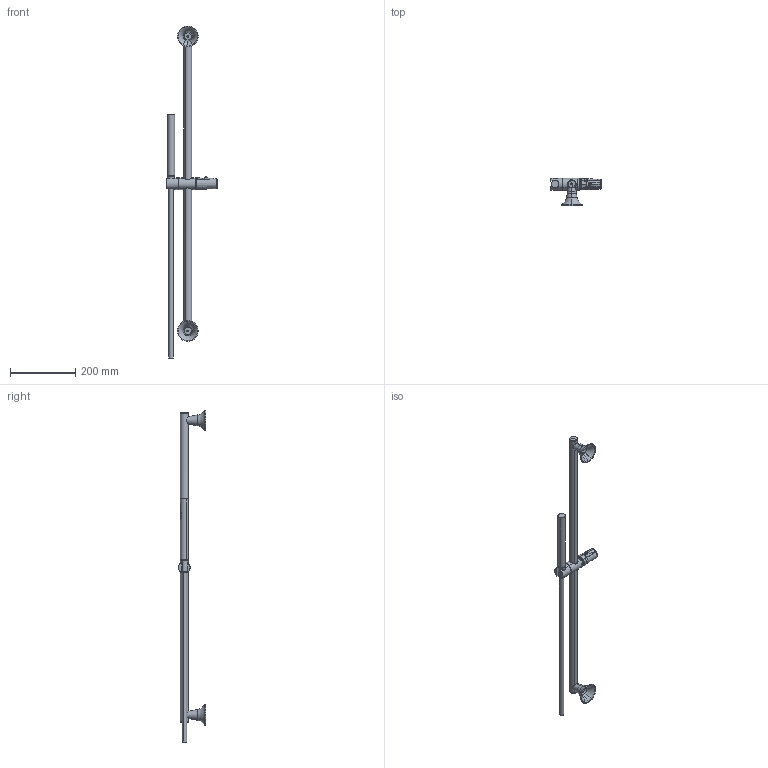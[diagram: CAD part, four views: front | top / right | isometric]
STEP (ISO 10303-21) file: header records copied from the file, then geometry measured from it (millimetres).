
FILE_DESCRIPTION(('CATIA V5 STEP Exchange'),'2;1');
FILE_NAME('VI 00311 1 Completo Saliscendi 900mm.stp','2018-11-19T09:07:56+00:00',('none'),('none'),'Version 5-6 Release 2013','CATIA V5 STEP AP203','none');
FILE_SCHEMA(('CONFIG_CONTROL_DESIGN'));
Length unit declared in the file: millimetre
Products named in the file (1): VI 00311 1
Bounding box: 155 x 83 x 1019.67 mm (x, y, z)
Volume: 706318.9 mm3; surface area: 180427 mm2
Topology: 4 solids, 10 shells, 988 faces, 2384 edges, 1480 vertices
Faces by surface type: cylinder 381, plane 354, torus 91, cone 88, bspline 48, sphere 24, revolution 2
Entity records: 30987 total; most frequent: CARTESIAN_POINT 11519, ORIENTED_EDGE 4698, DIRECTION 2614, EDGE_CURVE 2349, VERTEX_POINT 1480, AXIS2_PLACEMENT_3D 1419, EDGE_LOOP 1136, ADVANCED_FACE 988
